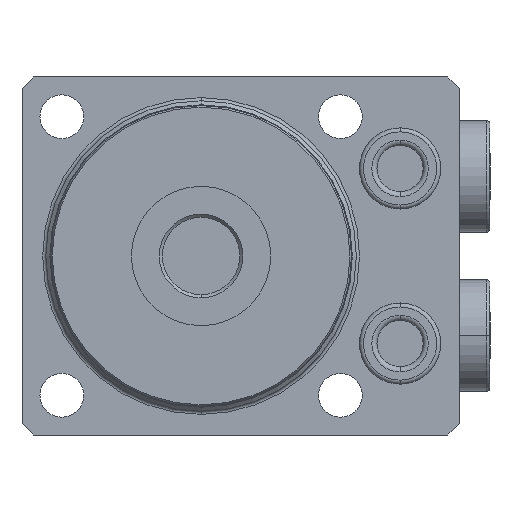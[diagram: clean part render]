
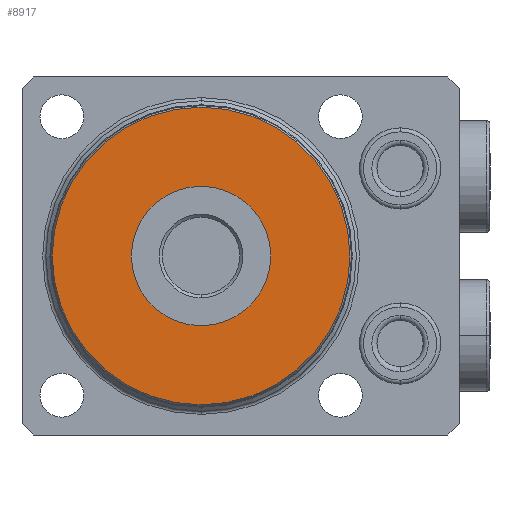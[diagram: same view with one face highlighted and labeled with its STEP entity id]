
A CAD part, front view. The second image highlights one B-rep face of the part: STEP entity #8917.
In plain terms, the highlighted planar face has unit normal (0, -1, 0).
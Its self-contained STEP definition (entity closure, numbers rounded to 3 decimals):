
#553 = DIRECTION ( 'NONE',  ( 0., 0., 1. ) ) ;
#554 = DIRECTION ( 'NONE',  ( 0., 1., 0. ) ) ;
#555 = CARTESIAN_POINT ( 'NONE',  ( 0., -82.5, 0. ) ) ;
#742 = DIRECTION ( 'NONE',  ( 0., 0., -1. ) ) ;
#744 = DIRECTION ( 'NONE',  ( 0., -1., 0. ) ) ;
#745 = CARTESIAN_POINT ( 'NONE',  ( 0., -82.5, 0. ) ) ;
#1170 = EDGE_LOOP ( 'NONE', ( #7523, #7524 ) ) ;
#1172 = EDGE_LOOP ( 'NONE', ( #7525, #7527 ) ) ;
#1940 = CARTESIAN_POINT ( 'NONE',  ( 0., -82.5, -18.7 ) ) ;
#1964 = CARTESIAN_POINT ( 'NONE',  ( 0., -82.5, -8.75 ) ) ;
#2002 = CARTESIAN_POINT ( 'NONE',  ( 0., -82.5, 18.7 ) ) ;
#2080 = CARTESIAN_POINT ( 'NONE',  ( 0., -82.5, 8.75 ) ) ;
#2713 = AXIS2_PLACEMENT_3D ( 'NONE', #555, #554, #553 ) ;
#2725 = AXIS2_PLACEMENT_3D ( 'NONE', #745, #744, #742 ) ;
#2927 = EDGE_CURVE ( 'NONE', #10529, #10550, #4613, .T. ) ;
#2959 = EDGE_CURVE ( 'NONE', #10544, #10554, #4538, .T. ) ;
#3326 = EDGE_CURVE ( 'NONE', #10550, #10529, #3855, .T. ) ;
#3327 = EDGE_CURVE ( 'NONE', #10554, #10544, #3854, .T. ) ;
#3854 = CIRCLE ( 'NONE', #9748, 18.7 ) ;
#3855 = CIRCLE ( 'NONE', #9734, 8.75 ) ;
#4538 = CIRCLE ( 'NONE', #2713, 18.7 ) ;
#4613 = CIRCLE ( 'NONE', #2725, 8.75 ) ;
#5175 = FACE_BOUND ( 'NONE', #1170, .T. ) ;
#5223 = FACE_OUTER_BOUND ( 'NONE', #1172, .T. ) ;
#5709 = DIRECTION ( 'NONE',  ( 0., 0., 1. ) ) ;
#5710 = DIRECTION ( 'NONE',  ( 0., 1., 0. ) ) ;
#5711 = CARTESIAN_POINT ( 'NONE',  ( 0., -82.5, 0. ) ) ;
#5713 = DIRECTION ( 'NONE',  ( 0., 0., -1. ) ) ;
#5715 = DIRECTION ( 'NONE',  ( 0., -1., 0. ) ) ;
#5718 = CARTESIAN_POINT ( 'NONE',  ( 0., -82.5, 0. ) ) ;
#6022 = DIRECTION ( 'NONE',  ( 0., 0., -1. ) ) ;
#6023 = DIRECTION ( 'NONE',  ( 0., -1., 0. ) ) ;
#6030 = PLANE ( 'NONE',  #10050 ) ;
#6036 = CARTESIAN_POINT ( 'NONE',  ( 0., -82.5, 0. ) ) ;
#7523 = ORIENTED_EDGE ( 'NONE', *, *, #3326, .F. ) ;
#7524 = ORIENTED_EDGE ( 'NONE', *, *, #2927, .F. ) ;
#7525 = ORIENTED_EDGE ( 'NONE', *, *, #2959, .F. ) ;
#7527 = ORIENTED_EDGE ( 'NONE', *, *, #3327, .F. ) ;
#8917 = ADVANCED_FACE ( 'NONE', ( #5175, #5223 ), #6030, .T. ) ;
#9734 = AXIS2_PLACEMENT_3D ( 'NONE', #5718, #5715, #5713 ) ;
#9748 = AXIS2_PLACEMENT_3D ( 'NONE', #5711, #5710, #5709 ) ;
#10050 = AXIS2_PLACEMENT_3D ( 'NONE', #6036, #6023, #6022 ) ;
#10529 = VERTEX_POINT ( 'NONE', #2080 ) ;
#10544 = VERTEX_POINT ( 'NONE', #2002 ) ;
#10550 = VERTEX_POINT ( 'NONE', #1964 ) ;
#10554 = VERTEX_POINT ( 'NONE', #1940 ) ;
